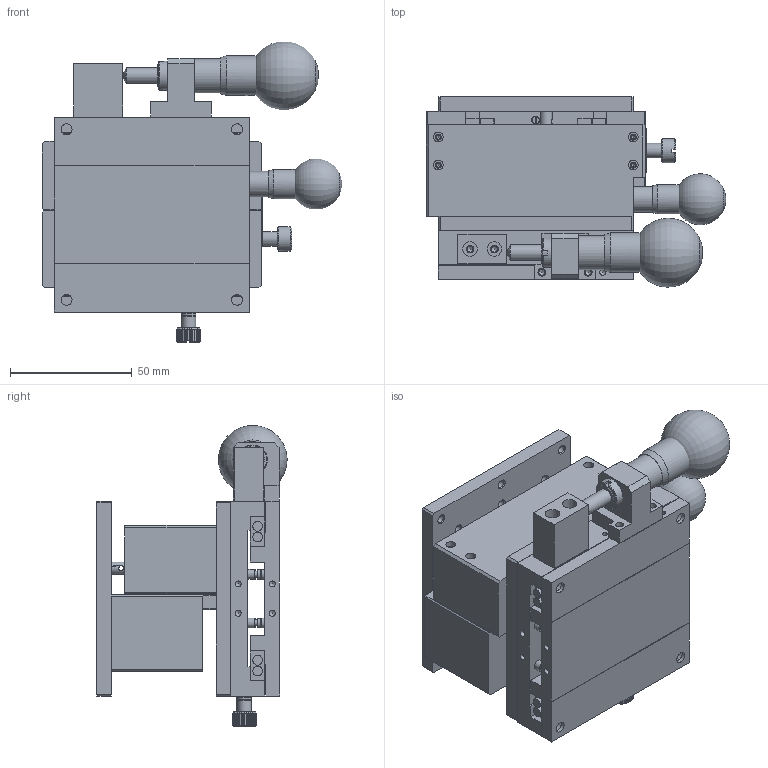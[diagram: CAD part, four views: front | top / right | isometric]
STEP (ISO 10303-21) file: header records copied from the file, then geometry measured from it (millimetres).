
FILE_DESCRIPTION (( 'STEP AP203' ), '1' );
FILE_NAME ('528896.STEP', '2024-11-13T03:59:08', ( 'Windows User' ), ( 'P R C' ), 'SwSTEP 2.0', 'SolidWorks 2020', '' );
FILE_SCHEMA (( 'CONFIG_CONTROL_DESIGN' ));
Products named in the file (1): 528896
Bounding box: 123 x 78.14 x 123.53 mm (x, y, z)
Surface area: 118583.8 mm2 (no closed solid volume)
Topology: 0 solids, 16 shells, 4788 faces, 10103 edges, 5454 vertices
Faces by surface type: bspline 2883, cylinder 1072, plane 500, cone 331, torus 2
Full cylindrical faces by diameter (mm): 1.567 x10, 2 x3, 2.013 x16, 2.459 x32, 2.5 x18, 3 x2, 3.2 x25, 3.242 x28, 3.4 x4, 4 x28, 4.4 x10, 4.5 x8, 5 x2, 6 x20, 6.35 x1, 8 x5, 8.5 x5, 8.886 x1, 8.888 x1, 9 x1, 9.5 x3, 10 x3, 10.5 x1, 12 x1, 12.034 x1, 12.15 x1, 14 x1, 14.917 x2, 16.246 x1
Entity records: 175423 total; most frequent: CARTESIAN_POINT 108453, ORIENTED_EDGE 19192, EDGE_CURVE 9598, DIRECTION 6880, EDGE_LOOP 5371, VERTEX_POINT 5323, FACE_OUTER_BOUND 5022, ADVANCED_FACE 4788
